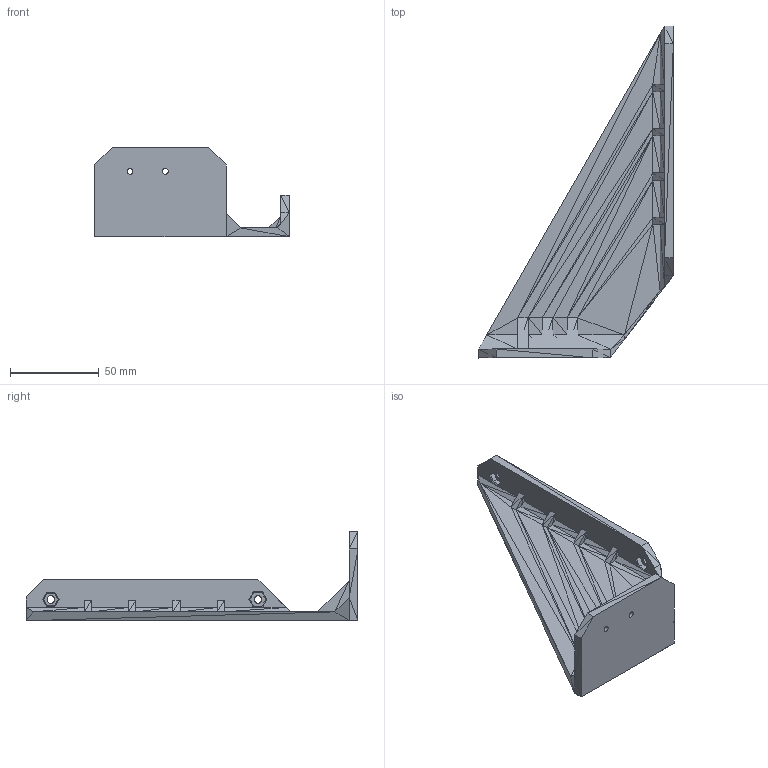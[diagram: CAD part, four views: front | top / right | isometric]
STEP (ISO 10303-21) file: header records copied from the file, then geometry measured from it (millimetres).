
FILE_DESCRIPTION((''),'2;1');
FILE_NAME('PRUSA_I3MK2_FRAMEBRACE_V1_NEW','2019-05-04T11:39:25',('champ'),(''),'CREO PARAMETRIC BY PTC INC, 2018190','CREO PARAMETRIC BY PTC INC, 2018190','');
FILE_SCHEMA(('CONFIG_CONTROL_DESIGN'));
Length unit declared in the file: millimetre
Products named in the file (1): PRUSA_I3MK2_FRAMEBRACE_V1_NEW
Bounding box: 110 x 187.5 x 50.52 mm (x, y, z)
Volume: 85202.9 mm3; surface area: 35523.9 mm2
Topology: 1 solids, 1 shells, 167 faces, 304 edges, 141 vertices
Faces by surface type: plane 159, cylinder 8
Entity records: 3828 total; most frequent: DIRECTION 654, CARTESIAN_POINT 612, ORIENTED_EDGE 608, EDGE_CURVE 304, VECTOR 288, LINE 288, AXIS2_PLACEMENT_3D 183, EDGE_LOOP 177
